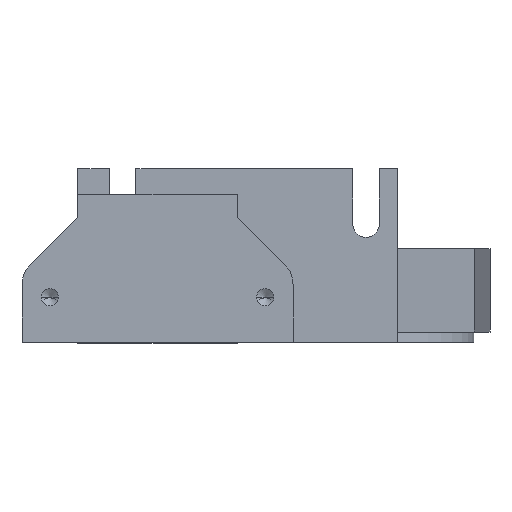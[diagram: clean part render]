
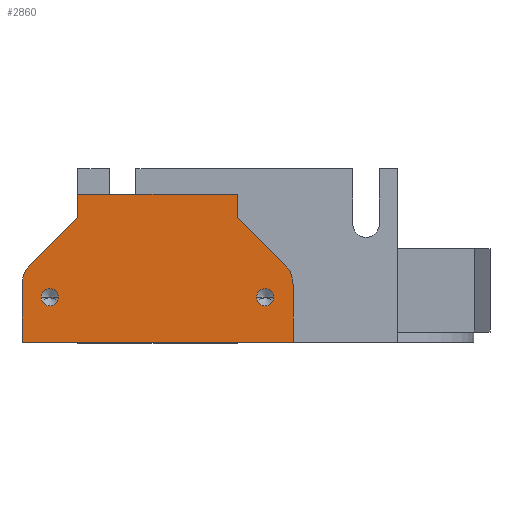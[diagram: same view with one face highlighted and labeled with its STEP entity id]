
A CAD part, left-side view. The second image highlights one B-rep face of the part: STEP entity #2860.
In plain terms, the highlighted planar face has unit normal (-1, 0, 0).
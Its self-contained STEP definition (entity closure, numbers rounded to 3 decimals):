
#117 = VERTEX_POINT ( 'NONE', #1484 ) ;
#157 = CARTESIAN_POINT ( 'NONE',  ( -82.317, 8.343, -7.978 ) ) ;
#182 = DIRECTION ( 'NONE',  ( 0., 0., -1. ) ) ;
#248 = EDGE_CURVE ( 'NONE', #2609, #117, #339, .T. ) ;
#250 = ORIENTED_EDGE ( 'NONE', *, *, #712, .F. ) ;
#339 = LINE ( 'NONE', #4175, #5457 ) ;
#350 = VECTOR ( 'NONE', #3260, 1000. ) ;
#361 = EDGE_CURVE ( 'NONE', #4533, #1551, #3302, .T. ) ;
#411 = ORIENTED_EDGE ( 'NONE', *, *, #2131, .T. ) ;
#453 = EDGE_CURVE ( 'NONE', #2538, #2018, #3437, .T. ) ;
#529 = CARTESIAN_POINT ( 'NONE',  ( -82.317, 18., 0.022 ) ) ;
#633 = EDGE_CURVE ( 'NONE', #2018, #4947, #3102, .T. ) ;
#708 = VERTEX_POINT ( 'NONE', #2364 ) ;
#712 = EDGE_CURVE ( 'NONE', #708, #3875, #1957, .T. ) ;
#794 = EDGE_LOOP ( 'NONE', ( #4678, #1112 ) ) ;
#874 = AXIS2_PLACEMENT_3D ( 'NONE', #3880, #936, #3066 ) ;
#898 = DIRECTION ( 'NONE',  ( 0., 0., 1. ) ) ;
#936 = DIRECTION ( 'NONE',  ( -1., 0., 0. ) ) ;
#952 = CARTESIAN_POINT ( 'NONE',  ( -82.317, 6.5, -3.978 ) ) ;
#995 = EDGE_CURVE ( 'NONE', #1551, #4533, #1278, .T. ) ;
#1112 = ORIENTED_EDGE ( 'NONE', *, *, #361, .F. ) ;
#1181 = DIRECTION ( 'NONE',  ( 0., 0., -1. ) ) ;
#1271 = EDGE_CURVE ( 'NONE', #1749, #2538, #3157, .T. ) ;
#1278 = CIRCLE ( 'NONE', #4210, 1.25 ) ;
#1357 = CARTESIAN_POINT ( 'NONE',  ( -82.317, 18., 23.022 ) ) ;
#1387 = ORIENTED_EDGE ( 'NONE', *, *, #453, .T. ) ;
#1437 = DIRECTION ( 'NONE',  ( 0., 0., -1. ) ) ;
#1448 = ORIENTED_EDGE ( 'NONE', *, *, #4627, .T. ) ;
#1484 = CARTESIAN_POINT ( 'NONE',  ( -82.317, 11.172, -6.806 ) ) ;
#1551 = VERTEX_POINT ( 'NONE', #1845 ) ;
#1615 = DIRECTION ( 'NONE',  ( 0., 1., 0. ) ) ;
#1670 = CARTESIAN_POINT ( 'NONE',  ( -82.317, 6.5, 25.772 ) ) ;
#1701 = ORIENTED_EDGE ( 'NONE', *, *, #633, .T. ) ;
#1749 = VERTEX_POINT ( 'NONE', #4033 ) ;
#1812 = ORIENTED_EDGE ( 'NONE', *, *, #4842, .F. ) ;
#1814 = EDGE_LOOP ( 'NONE', ( #1387, #1701, #1812, #3432, #2097, #411, #250, #3972, #1448, #4414 ) ) ;
#1845 = CARTESIAN_POINT ( 'NONE',  ( -82.317, 6.5, 28.272 ) ) ;
#1846 = CIRCLE ( 'NONE', #3190, 4. ) ;
#1928 = EDGE_CURVE ( 'NONE', #2845, #5357, #2427, .T. ) ;
#1957 = LINE ( 'NONE', #5463, #350 ) ;
#2012 = ORIENTED_EDGE ( 'NONE', *, *, #5144, .F. ) ;
#2018 = VERTEX_POINT ( 'NONE', #2687 ) ;
#2019 = CARTESIAN_POINT ( 'NONE',  ( -82.317, 6.5, 27.022 ) ) ;
#2064 = CARTESIAN_POINT ( 'NONE',  ( -82.317, 18.1, 0.022 ) ) ;
#2097 = ORIENTED_EDGE ( 'NONE', *, *, #4963, .T. ) ;
#2131 = EDGE_CURVE ( 'NONE', #3242, #3875, #4824, .T. ) ;
#2289 = VECTOR ( 'NONE', #3849, 1000. ) ;
#2364 = CARTESIAN_POINT ( 'NONE',  ( -82.317, 0., 31.022 ) ) ;
#2386 = DIRECTION ( 'NONE',  ( 0., 1., 0. ) ) ;
#2427 = CIRCLE ( 'NONE', #874, 1.25 ) ;
#2477 = DIRECTION ( 'NONE',  ( 1., 0., 0. ) ) ;
#2538 = VERTEX_POINT ( 'NONE', #1357 ) ;
#2560 = VECTOR ( 'NONE', #3381, 1000. ) ;
#2605 = CARTESIAN_POINT ( 'NONE',  ( -82.317, 18.1, 23.022 ) ) ;
#2609 = VERTEX_POINT ( 'NONE', #529 ) ;
#2618 = ORIENTED_EDGE ( 'NONE', *, *, #1928, .F. ) ;
#2651 = DIRECTION ( 'NONE',  ( 0., 0., 1. ) ) ;
#2687 = CARTESIAN_POINT ( 'NONE',  ( -82.317, 21.312, 23.022 ) ) ;
#2762 = AXIS2_PLACEMENT_3D ( 'NONE', #3374, #4168, #1181 ) ;
#2845 = VERTEX_POINT ( 'NONE', #3649 ) ;
#2860 = ADVANCED_FACE ( 'NONE', ( #4489, #5445, #5299 ), #4656, .F. ) ;
#2882 = CARTESIAN_POINT ( 'NONE',  ( -82.317, 6.5, -2.728 ) ) ;
#2941 = VECTOR ( 'NONE', #1615, 1000. ) ;
#2987 = CIRCLE ( 'NONE', #2762, 4. ) ;
#3046 = AXIS2_PLACEMENT_3D ( 'NONE', #952, #4838, #2651 ) ;
#3066 = DIRECTION ( 'NONE',  ( 0., 0., 1. ) ) ;
#3089 = DIRECTION ( 'NONE',  ( 0., -1., 0. ) ) ;
#3102 = LINE ( 'NONE', #3590, #3901 ) ;
#3157 = LINE ( 'NONE', #3320, #2560 ) ;
#3190 = AXIS2_PLACEMENT_3D ( 'NONE', #4901, #3604, #1437 ) ;
#3242 = VERTEX_POINT ( 'NONE', #157 ) ;
#3260 = DIRECTION ( 'NONE',  ( 0., 0., -1. ) ) ;
#3302 = CIRCLE ( 'NONE', #5329, 1.25 ) ;
#3320 = CARTESIAN_POINT ( 'NONE',  ( -82.317, 29.55, 11.472 ) ) ;
#3332 = CARTESIAN_POINT ( 'NONE',  ( -82.317, 21.312, 0.022 ) ) ;
#3374 = CARTESIAN_POINT ( 'NONE',  ( -82.317, 8.343, -3.978 ) ) ;
#3381 = DIRECTION ( 'NONE',  ( 0., 0.707, -0.707 ) ) ;
#3390 = CARTESIAN_POINT ( 'NONE',  ( -82.317, 0., -7.978 ) ) ;
#3425 = CARTESIAN_POINT ( 'NONE',  ( -82.317, 0., 31.022 ) ) ;
#3432 = ORIENTED_EDGE ( 'NONE', *, *, #248, .T. ) ;
#3437 = LINE ( 'NONE', #2605, #2289 ) ;
#3508 = EDGE_LOOP ( 'NONE', ( #2012, #2618 ) ) ;
#3590 = CARTESIAN_POINT ( 'NONE',  ( -82.317, 21.312, 0.022 ) ) ;
#3604 = DIRECTION ( 'NONE',  ( -1., 0., 0. ) ) ;
#3649 = CARTESIAN_POINT ( 'NONE',  ( -82.317, 6.5, -5.228 ) ) ;
#3659 = VECTOR ( 'NONE', #2386, 1000. ) ;
#3751 = AXIS2_PLACEMENT_3D ( 'NONE', #2064, #2477, #5055 ) ;
#3787 = CIRCLE ( 'NONE', #3046, 1.25 ) ;
#3849 = DIRECTION ( 'NONE',  ( 0., 1., 0. ) ) ;
#3875 = VERTEX_POINT ( 'NONE', #3390 ) ;
#3880 = CARTESIAN_POINT ( 'NONE',  ( -82.317, 6.5, -3.978 ) ) ;
#3901 = VECTOR ( 'NONE', #182, 1000. ) ;
#3911 = EDGE_CURVE ( 'NONE', #708, #4270, #4404, .T. ) ;
#3972 = ORIENTED_EDGE ( 'NONE', *, *, #3911, .T. ) ;
#4033 = CARTESIAN_POINT ( 'NONE',  ( -82.317, 11.172, 29.851 ) ) ;
#4168 = DIRECTION ( 'NONE',  ( -1., 0., 0. ) ) ;
#4175 = CARTESIAN_POINT ( 'NONE',  ( -82.317, 18.05, 0.072 ) ) ;
#4210 = AXIS2_PLACEMENT_3D ( 'NONE', #4766, #4710, #898 ) ;
#4270 = VERTEX_POINT ( 'NONE', #4991 ) ;
#4404 = LINE ( 'NONE', #3425, #2941 ) ;
#4414 = ORIENTED_EDGE ( 'NONE', *, *, #1271, .T. ) ;
#4489 = FACE_BOUND ( 'NONE', #3508, .T. ) ;
#4533 = VERTEX_POINT ( 'NONE', #1670 ) ;
#4560 = VECTOR ( 'NONE', #3089, 1000. ) ;
#4627 = EDGE_CURVE ( 'NONE', #4270, #1749, #1846, .T. ) ;
#4656 = PLANE ( 'NONE',  #3751 ) ;
#4678 = ORIENTED_EDGE ( 'NONE', *, *, #995, .F. ) ;
#4710 = DIRECTION ( 'NONE',  ( -1., 0., 0. ) ) ;
#4766 = CARTESIAN_POINT ( 'NONE',  ( -82.317, 6.5, 27.022 ) ) ;
#4824 = LINE ( 'NONE', #5084, #4560 ) ;
#4838 = DIRECTION ( 'NONE',  ( -1., 0., 0. ) ) ;
#4842 = EDGE_CURVE ( 'NONE', #2609, #4947, #5132, .T. ) ;
#4901 = CARTESIAN_POINT ( 'NONE',  ( -82.317, 8.343, 27.022 ) ) ;
#4947 = VERTEX_POINT ( 'NONE', #3332 ) ;
#4963 = EDGE_CURVE ( 'NONE', #117, #3242, #2987, .T. ) ;
#4991 = CARTESIAN_POINT ( 'NONE',  ( -82.317, 8.343, 31.022 ) ) ;
#5026 = DIRECTION ( 'NONE',  ( -1., 0., 0. ) ) ;
#5055 = DIRECTION ( 'NONE',  ( 0., 0., -1. ) ) ;
#5077 = DIRECTION ( 'NONE',  ( 0., -0.707, -0.707 ) ) ;
#5084 = CARTESIAN_POINT ( 'NONE',  ( -82.317, 0., -7.978 ) ) ;
#5132 = LINE ( 'NONE', #5439, #3659 ) ;
#5144 = EDGE_CURVE ( 'NONE', #5357, #2845, #3787, .T. ) ;
#5299 = FACE_OUTER_BOUND ( 'NONE', #1814, .T. ) ;
#5329 = AXIS2_PLACEMENT_3D ( 'NONE', #2019, #5026, #5469 ) ;
#5357 = VERTEX_POINT ( 'NONE', #2882 ) ;
#5439 = CARTESIAN_POINT ( 'NONE',  ( -82.317, 18.1, 0.022 ) ) ;
#5445 = FACE_BOUND ( 'NONE', #794, .T. ) ;
#5457 = VECTOR ( 'NONE', #5077, 1000. ) ;
#5463 = CARTESIAN_POINT ( 'NONE',  ( -82.317, 0., 23.022 ) ) ;
#5469 = DIRECTION ( 'NONE',  ( 0., 0., 1. ) ) ;
